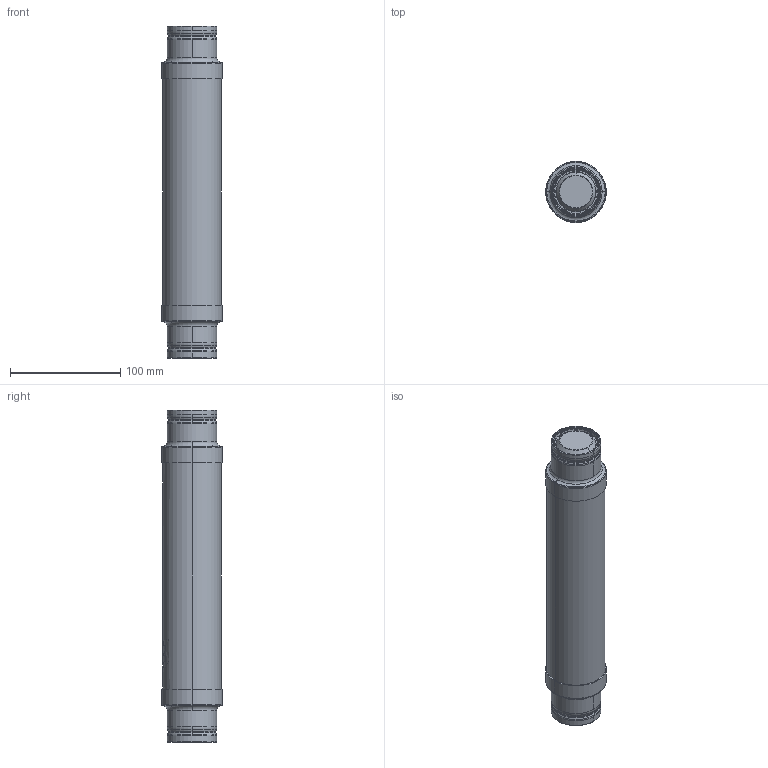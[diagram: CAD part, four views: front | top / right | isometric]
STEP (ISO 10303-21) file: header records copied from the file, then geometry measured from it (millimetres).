
FILE_DESCRIPTION((''),'2;1');
FILE_NAME('ASM0001DFHJD_ASM','2021-07-08T',('marketing.praksa'),('Audax d.o.o.'),'CREO PARAMETRIC BY PTC INC, 2017480','CREO PARAMETRIC BY PTC INC, 2017480','');
FILE_SCHEMA(('AUTOMOTIVE_DESIGN { 1 0 10303 214 1 1 1 1 }'));
Length unit declared in the file: millimetre
Products named in the file (4): KAPICA235; PRT0003; PRT0004; ASM0001DFHJD_ASM
Assembly tree (3 placements, depth 2):
  ASM0001DFHJD_ASM
    KAPICA235
    PRT0003
    PRT0004
Bounding box: 55 x 55 x 301 mm (x, y, z)
Volume: 624477.5 mm3; surface area: 67642.4 mm2
Topology: 6 solids, 6 shells, 227 faces, 582 edges, 372 vertices
Faces by surface type: torus 88, cylinder 69, plane 62, cone 8
Entity records: 10975 total; most frequent: CARTESIAN_POINT 1587, DIRECTION 1316, ORIENTED_EDGE 1164, PRESENTATION_STYLE_ASSIGNMENT 815, STYLED_ITEM 815, CURVE_STYLE 582, EDGE_CURVE 582, AXIS2_PLACEMENT_3D 566
